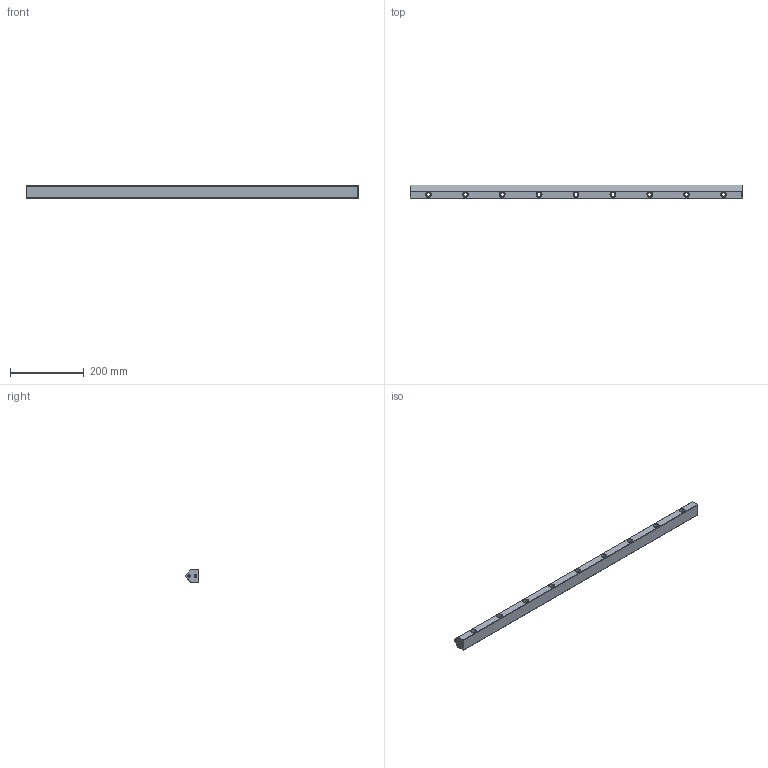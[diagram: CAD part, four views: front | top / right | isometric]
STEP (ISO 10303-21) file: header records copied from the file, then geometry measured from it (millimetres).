
FILE_DESCRIPTION(/* description */ (''),/* implementation_level */ '2;1');
FILE_NAME(/* name */ 'Rail V-6035x900.stp',/* time_stamp */ '2018-12-03T17:28:41+01:00',/* author */ (''),/* organization */ (''),/* preprocessor_version */ 'ST-DEVELOPER v16.7',/* originating_system */ 'SIEMENS PLM Software NX 12.0',/* authorisation */ '');
FILE_SCHEMA (('AUTOMOTIVE_DESIGN { 1 0 10303 214 3 1 1 1 }'));
Length unit declared in the file: millimetre
Products named in the file (1): 009386_A_1-V-6035_15 x 900
Bounding box: 900 x 35.5 x 35 mm (x, y, z)
Volume: 866306.9 mm3; surface area: 121400.5 mm2
Topology: 1 solids, 1 shells, 73 faces, 173 edges, 111 vertices
Faces by surface type: cone 26, plane 25, cylinder 22
Full cylindrical faces by diameter (mm): 5.188 x4, 10 x9, 15 x9
Entity records: 1792 total; most frequent: DIRECTION 322, CARTESIAN_POINT 280, ORIENTED_EDGE 216, EDGE_LOOP 148, FACE_BOUND 140, AXIS2_PLACEMENT_3D 140, EDGE_CURVE 108, VERTEX_POINT 98
